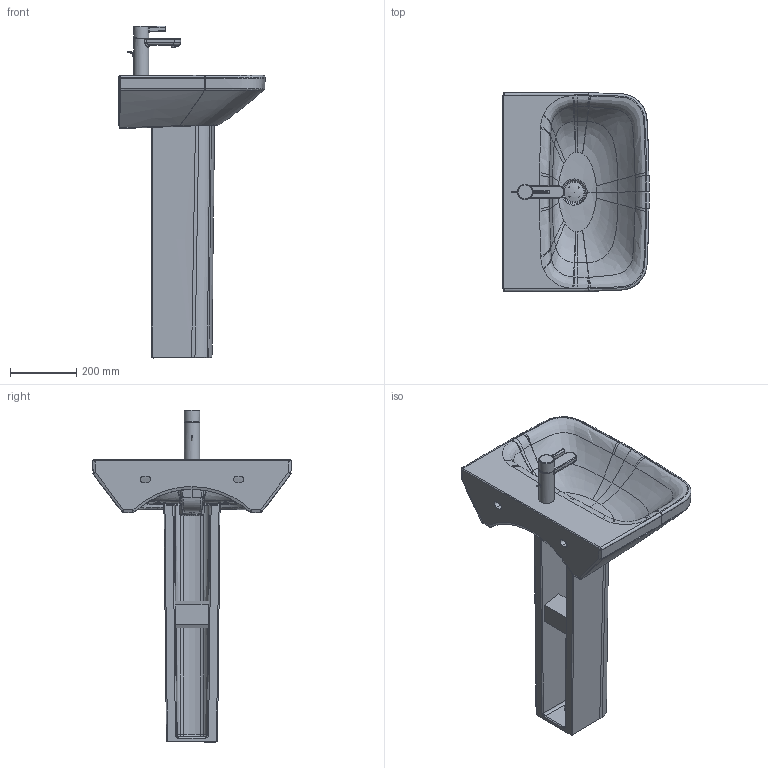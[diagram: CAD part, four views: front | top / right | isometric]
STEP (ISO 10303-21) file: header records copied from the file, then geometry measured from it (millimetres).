
FILE_DESCRIPTION((''),'2;1');
FILE_NAME('231960_085829.stp','2013-05-27T17:44:03',('Administrator'),(''),'Autodesk Inventor 2011','Autodesk Inventor 2011','');
FILE_SCHEMA(('CONFIG_CONTROL_DESIGN'));
Length unit declared in the file: millimetre
Products named in the file (11): 231960_085829; 231960; Kelch; Stopfen; 085829; Armatur Durastyle Waschtisch; Fassung Sieb; Griff; Gehäuse; Hebel_Ventil; Gleitring
Assembly tree (10 placements, depth 3):
  231960_085829
    231960
    Kelch
    Stopfen
    085829
    Armatur Durastyle Waschtisch
      Fassung Sieb
      Griff
      Gehäuse
      Hebel_Ventil
      Gleitring
Bounding box: 440.11 x 599.95 x 998.71 mm (x, y, z)
Volume: 22762276.4 mm3; surface area: 1697168.8 mm2
Topology: 8 solids, 11 shells, 626 faces, 1520 edges, 905 vertices
Faces by surface type: bspline 425, plane 88, cylinder 81, torus 14, sphere 13, cone 5
Full cylindrical faces by diameter (mm): 4 x2, 20.15 x1, 21.15 x1, 23.15 x1, 25 x1, 35 x1, 42 x1, 44 x1, 46 x2, 60 x1, 80 x1
Entity records: 88677 total; most frequent: CARTESIAN_POINT 75739, ORIENTED_EDGE 2942, DIRECTION 1693, EDGE_CURVE 1473, VERTEX_POINT 890, AXIS2_PLACEMENT_3D 703, B_SPLINE_CURVE_WITH_KNOTS 700, EDGE_LOOP 685
